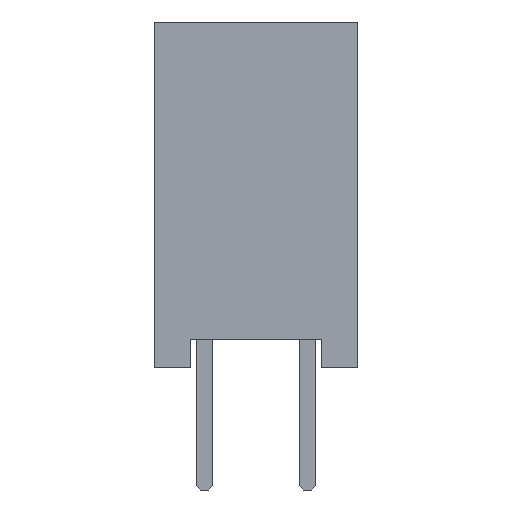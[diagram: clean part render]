
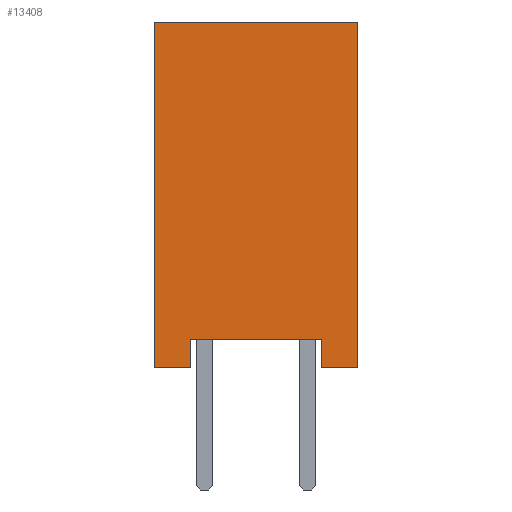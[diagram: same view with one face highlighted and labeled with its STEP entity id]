
A CAD part, left-side view. The second image highlights one B-rep face of the part: STEP entity #13408.
In plain terms, the highlighted planar face has unit normal (-1, 0, 0).
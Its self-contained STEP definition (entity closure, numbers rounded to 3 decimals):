
#667=FACE_OUTER_BOUND('',#1483,.T.);
#1483=EDGE_LOOP('',(#9670,#9671,#9672,#9673,#9674,#9675,#9676,#9677));
#2111=LINE('',#18240,#3745);
#2498=LINE('',#19253,#4132);
#2757=LINE('',#19783,#4391);
#2759=LINE('',#19786,#4393);
#2760=LINE('',#19788,#4394);
#2761=LINE('',#19790,#4395);
#2762=LINE('',#19792,#4396);
#2763=LINE('',#19793,#4397);
#3745=VECTOR('',#14841,1.);
#4132=VECTOR('',#15446,1.);
#4391=VECTOR('',#15923,1.);
#4393=VECTOR('',#15927,1.);
#4394=VECTOR('',#15930,1.);
#4395=VECTOR('',#15931,1.);
#4396=VECTOR('',#15932,1.);
#4397=VECTOR('',#15933,1.);
#5457=VERTEX_POINT('',#18238);
#5458=VERTEX_POINT('',#18239);
#5758=VERTEX_POINT('',#19250);
#5759=VERTEX_POINT('',#19252);
#5920=VERTEX_POINT('',#19780);
#5921=VERTEX_POINT('',#19782);
#5922=VERTEX_POINT('',#19789);
#5923=VERTEX_POINT('',#19791);
#6661=EDGE_CURVE('',#5457,#5458,#2111,.T.);
#7060=EDGE_CURVE('',#5758,#5759,#2498,.T.);
#7319=EDGE_CURVE('',#5921,#5920,#2757,.T.);
#7321=EDGE_CURVE('',#5758,#5921,#2759,.T.);
#7322=EDGE_CURVE('',#5458,#5920,#2760,.T.);
#7323=EDGE_CURVE('',#5922,#5457,#2761,.T.);
#7324=EDGE_CURVE('',#5922,#5923,#2762,.T.);
#7325=EDGE_CURVE('',#5759,#5923,#2763,.T.);
#9670=ORIENTED_EDGE('',*,*,#7319,.T.);
#9671=ORIENTED_EDGE('',*,*,#7322,.F.);
#9672=ORIENTED_EDGE('',*,*,#6661,.F.);
#9673=ORIENTED_EDGE('',*,*,#7323,.F.);
#9674=ORIENTED_EDGE('',*,*,#7324,.T.);
#9675=ORIENTED_EDGE('',*,*,#7325,.F.);
#9676=ORIENTED_EDGE('',*,*,#7060,.F.);
#9677=ORIENTED_EDGE('',*,*,#7321,.T.);
#12291=PLANE('',#14208);
#13408=ADVANCED_FACE('',(#667),#12291,.F.);
#14208=AXIS2_PLACEMENT_3D('',#19787,#15928,#15929);
#14841=DIRECTION('',(0.,1.,0.));
#15446=DIRECTION('',(0.,-1.,0.));
#15923=DIRECTION('',(0.,-1.,0.));
#15927=DIRECTION('',(0.,0.,-1.));
#15928=DIRECTION('center_axis',(1.,0.,0.));
#15929=DIRECTION('ref_axis',(0.,0.,-1.));
#15930=DIRECTION('',(0.,0.,-1.));
#15931=DIRECTION('',(0.,0.,1.));
#15932=DIRECTION('',(0.,-1.,0.));
#15933=DIRECTION('',(0.,0.,-1.));
#18238=CARTESIAN_POINT('',(-18.03,-1.6,0.7));
#18239=CARTESIAN_POINT('',(-18.03,1.6,0.7));
#18240=CARTESIAN_POINT('',(-18.03,1.6,0.7));
#19250=CARTESIAN_POINT('',(-18.03,2.5,8.5));
#19252=CARTESIAN_POINT('',(-18.03,-2.5,8.5));
#19253=CARTESIAN_POINT('',(-18.03,-2.5,8.5));
#19780=CARTESIAN_POINT('',(-18.03,1.6,0.));
#19782=CARTESIAN_POINT('',(-18.03,2.5,0.));
#19783=CARTESIAN_POINT('',(-18.03,-2.5,0.));
#19786=CARTESIAN_POINT('',(-18.03,2.5,8.5));
#19787=CARTESIAN_POINT('Origin',(-18.03,-2.5,8.5));
#19788=CARTESIAN_POINT('',(-18.03,1.6,0.));
#19789=CARTESIAN_POINT('',(-18.03,-1.6,0.));
#19790=CARTESIAN_POINT('',(-18.03,-1.6,0.));
#19791=CARTESIAN_POINT('',(-18.03,-2.5,0.));
#19792=CARTESIAN_POINT('',(-18.03,-2.5,0.));
#19793=CARTESIAN_POINT('',(-18.03,-2.5,8.5));
